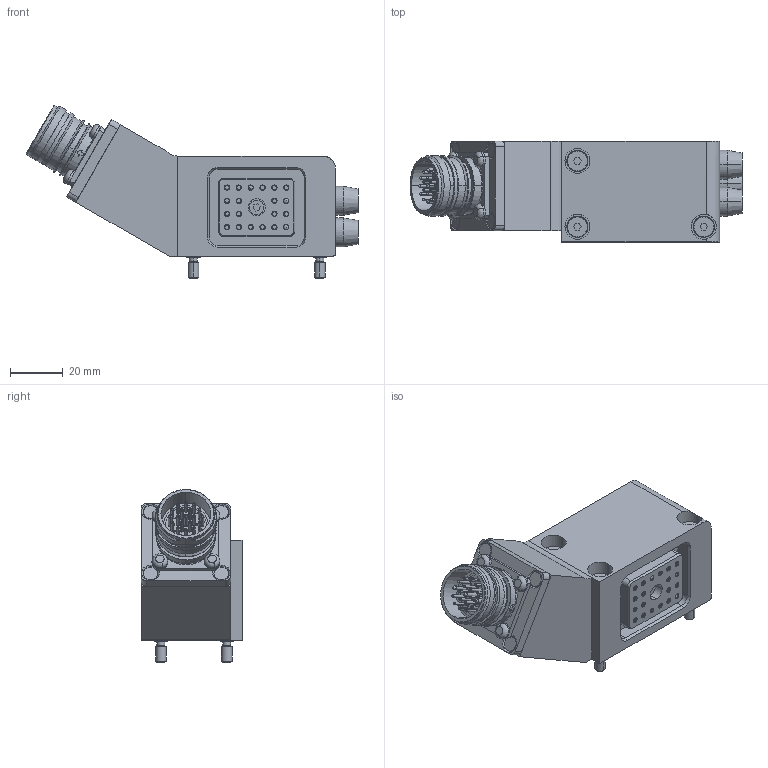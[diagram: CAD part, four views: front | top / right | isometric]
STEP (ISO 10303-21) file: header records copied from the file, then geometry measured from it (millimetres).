
FILE_DESCRIPTION (( 'STEP AP214' ), '1' );
FILE_NAME ('P3328.STEP', '2026-02-12T07:19:53', ( '' ), ( '' ), 'SwSTEP 2.0', 'SolidWorks 2024', '' );
FILE_SCHEMA (( 'AUTOMOTIVE_DESIGN' ));
Length unit declared in the file: millimetre
Products named in the file (1): P3328
Bounding box: 126.09 x 38.6 x 65.68 mm (x, y, z)
Volume: 150547.6 mm3; surface area: 52482.6 mm2
Topology: 68 solids, 85 shells, 3560 faces, 9138 edges, 5882 vertices
Faces by surface type: plane 1237, cylinder 1159, torus 628, bspline 350, cone 180, sphere 6
Entity records: 156988 total; most frequent: CARTESIAN_POINT 51974, ORIENTED_EDGE 18222, DIRECTION 15748, EDGE_CURVE 9111, AXIS2_PLACEMENT_3D 6117, VERTEX_POINT 5873, EDGE_LOOP 3868, FACE_OUTER_BOUND 3560
